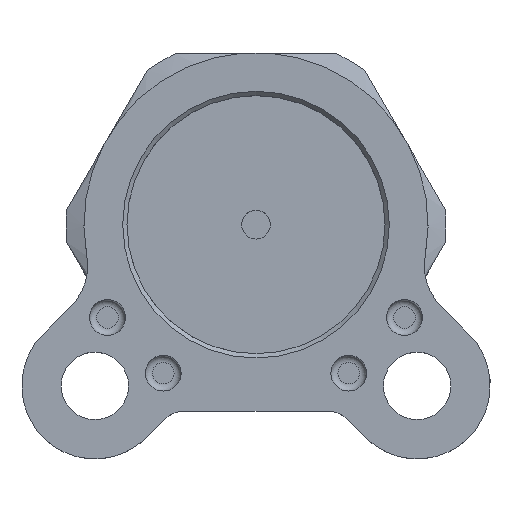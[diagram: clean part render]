
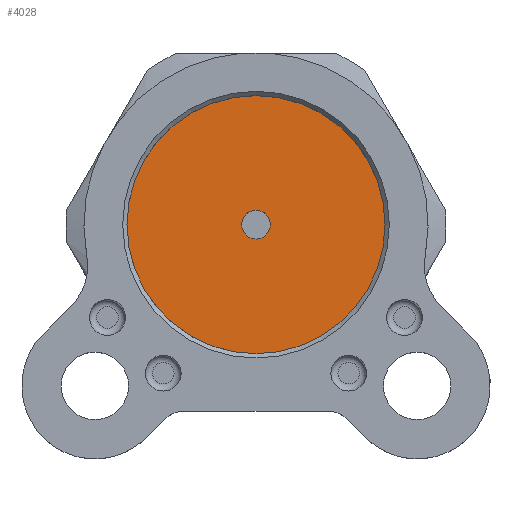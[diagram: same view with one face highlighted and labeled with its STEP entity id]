
A CAD part, top view. The second image highlights one B-rep face of the part: STEP entity #4028.
In plain terms, the highlighted planar face has unit normal (0, 0, 1).
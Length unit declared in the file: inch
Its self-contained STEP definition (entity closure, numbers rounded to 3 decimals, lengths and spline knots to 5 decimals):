
#221 = AXIS2_PLACEMENT_3D ( 'NONE', #4386, #757, #2327 ) ;
#258 = DIRECTION ( 'NONE',  ( 1., 0., 0. ) ) ;
#545 = EDGE_LOOP ( 'NONE', ( #2945 ) ) ;
#757 = DIRECTION ( 'NONE',  ( 0., 0., -1. ) ) ;
#1331 = CIRCLE ( 'NONE', #221, 0.35433 ) ;
#1339 = EDGE_CURVE ( 'NONE', #1634, #1634, #5087, .T. ) ;
#1571 = AXIS2_PLACEMENT_3D ( 'NONE', #2760, #4347, #258 ) ;
#1634 = VERTEX_POINT ( 'NONE', #3653 ) ;
#1987 = EDGE_CURVE ( 'NONE', #2085, #2085, #1331, .T. ) ;
#1993 = FACE_OUTER_BOUND ( 'NONE', #545, .T. ) ;
#2085 = VERTEX_POINT ( 'NONE', #3119 ) ;
#2327 = DIRECTION ( 'NONE',  ( -1., 0., 0. ) ) ;
#2732 = CARTESIAN_POINT ( 'NONE',  ( 0., 0., 4.14173 ) ) ;
#2760 = CARTESIAN_POINT ( 'NONE',  ( 0., 0., 4.14173 ) ) ;
#2945 = ORIENTED_EDGE ( 'NONE', *, *, #1987, .F. ) ;
#3119 = CARTESIAN_POINT ( 'NONE',  ( -0.35433, 0., 4.14173 ) ) ;
#3398 = DIRECTION ( 'NONE',  ( -1., 0., 0. ) ) ;
#3653 = CARTESIAN_POINT ( 'NONE',  ( -0.03937, 0., 4.14173 ) ) ;
#3658 = AXIS2_PLACEMENT_3D ( 'NONE', #2732, #3904, #3398 ) ;
#3880 = ORIENTED_EDGE ( 'NONE', *, *, #1339, .F. ) ;
#3904 = DIRECTION ( 'NONE',  ( 0., 0., 1. ) ) ;
#4028 = ADVANCED_FACE ( 'NONE', ( #6680, #1993 ), #5510, .F. ) ;
#4347 = DIRECTION ( 'NONE',  ( 0., 0., -1. ) ) ;
#4386 = CARTESIAN_POINT ( 'NONE',  ( 0., 0., 4.14173 ) ) ;
#5087 = CIRCLE ( 'NONE', #3658, 0.03937 ) ;
#5510 = PLANE ( 'NONE',  #1571 ) ;
#6669 = EDGE_LOOP ( 'NONE', ( #3880 ) ) ;
#6680 = FACE_BOUND ( 'NONE', #6669, .T. ) ;
